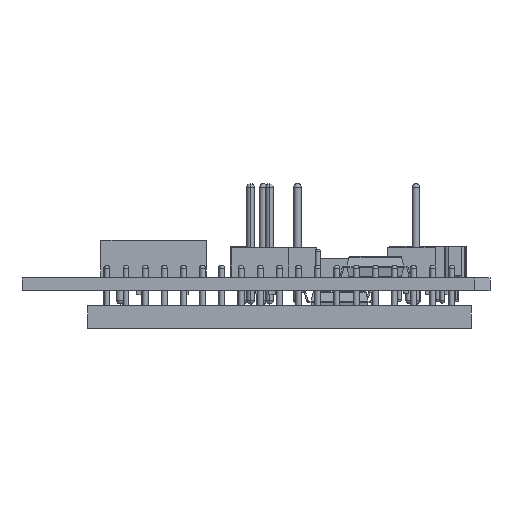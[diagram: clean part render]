
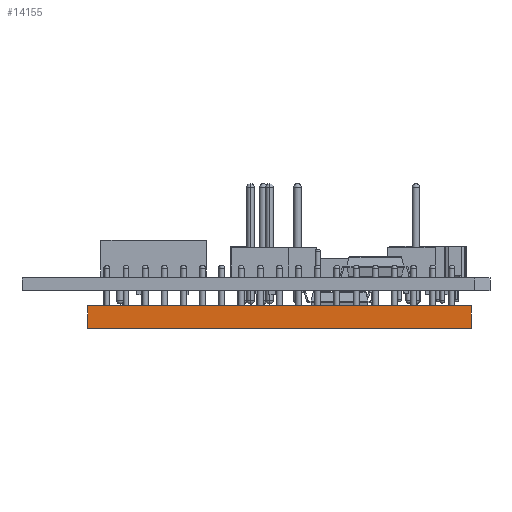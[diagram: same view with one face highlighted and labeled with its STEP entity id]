
A CAD part, left-side view. The second image highlights one B-rep face of the part: STEP entity #14155.
In plain terms, the highlighted face is planar.
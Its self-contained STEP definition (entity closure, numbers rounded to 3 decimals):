
#14057 = EDGE_CURVE('',#14058,#14060,#14062,.T.);
#14058 = VERTEX_POINT('',#14059);
#14059 = CARTESIAN_POINT('',(1.9,2.5,2.));
#14060 = VERTEX_POINT('',#14061);
#14061 = CARTESIAN_POINT('',(1.9,2.5,5.));
#14062 = LINE('',#14063,#14064);
#14063 = CARTESIAN_POINT('',(1.9,2.5,2.));
#14064 = VECTOR('',#14065,1.);
#14065 = DIRECTION('',(0.,0.,1.));
#14130 = VERTEX_POINT('',#14131);
#14131 = CARTESIAN_POINT('',(1.9,-48.3,5.));
#14137 = EDGE_CURVE('',#14138,#14130,#14140,.T.);
#14138 = VERTEX_POINT('',#14139);
#14139 = CARTESIAN_POINT('',(1.9,-48.3,2.));
#14140 = LINE('',#14141,#14142);
#14141 = CARTESIAN_POINT('',(1.9,-48.3,2.));
#14142 = VECTOR('',#14143,1.);
#14143 = DIRECTION('',(0.,0.,1.));
#14155 = ADVANCED_FACE('',(#14156),#14172,.F.);
#14156 = FACE_BOUND('',#14157,.F.);
#14157 = EDGE_LOOP('',(#14158,#14159,#14165,#14166));
#14158 = ORIENTED_EDGE('',*,*,#14137,.T.);
#14159 = ORIENTED_EDGE('',*,*,#14160,.T.);
#14160 = EDGE_CURVE('',#14130,#14060,#14161,.T.);
#14161 = LINE('',#14162,#14163);
#14162 = CARTESIAN_POINT('',(1.9,-48.3,5.));
#14163 = VECTOR('',#14164,1.);
#14164 = DIRECTION('',(0.,1.,0.));
#14165 = ORIENTED_EDGE('',*,*,#14057,.F.);
#14166 = ORIENTED_EDGE('',*,*,#14167,.F.);
#14167 = EDGE_CURVE('',#14138,#14058,#14168,.T.);
#14168 = LINE('',#14169,#14170);
#14169 = CARTESIAN_POINT('',(1.9,-48.3,2.));
#14170 = VECTOR('',#14171,1.);
#14171 = DIRECTION('',(0.,1.,0.));
#14172 = PLANE('',#14173);
#14173 = AXIS2_PLACEMENT_3D('',#14174,#14175,#14176);
#14174 = CARTESIAN_POINT('',(1.9,-48.3,2.));
#14175 = DIRECTION('',(-1.,0.,0.));
#14176 = DIRECTION('',(0.,1.,0.));
